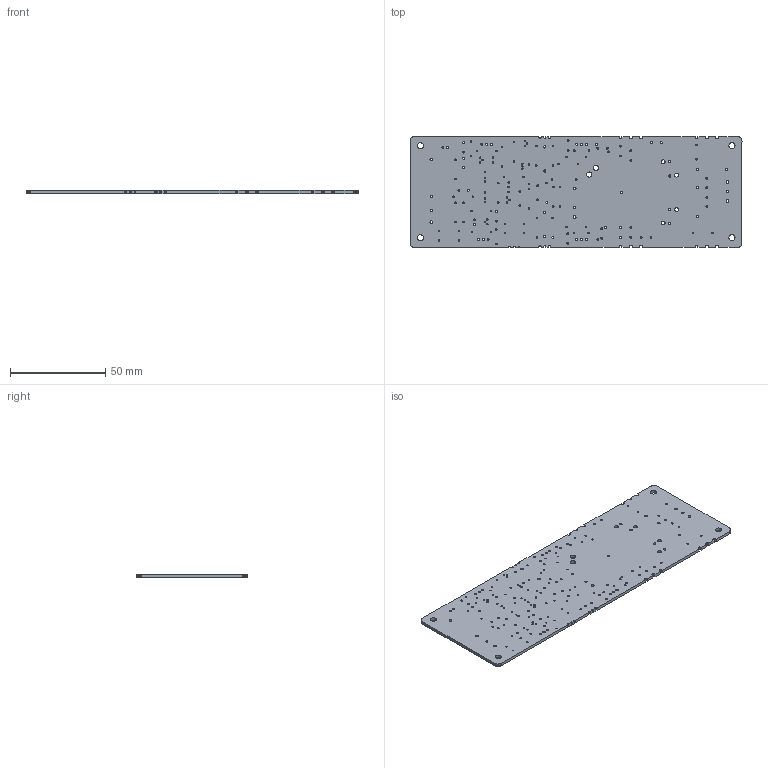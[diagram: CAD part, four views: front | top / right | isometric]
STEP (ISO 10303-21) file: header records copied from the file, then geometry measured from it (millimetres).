
FILE_DESCRIPTION(('KiCad electronic assembly'),'2;1');
FILE_NAME('Q17.3.step','2023-08-06T08:58:32',('Pcbnew'),('Kicad'), 'Open CASCADE STEP processor 7.7','KiCad to STEP converter','Unknown' );
FILE_SCHEMA(('AUTOMOTIVE_DESIGN { 1 0 10303 214 1 1 1 1 }'));
Length unit declared in the file: millimetre
Products named in the file (2): Q17.3 1; _autosave-Q17.3 PCB
Assembly tree (1 placements, depth 2):
  Q17.3 1
    _autosave-Q17.3 PCB
Bounding box: 174.71 x 58.31 x 1.58 mm (x, y, z)
Volume: 15763.4 mm3; surface area: 21664.2 mm2
Topology: 1 solids, 1 shells, 570 faces, 1704 edges, 1136 vertices
Faces by surface type: plane 387, cylinder 183
Full cylindrical faces by diameter (mm): 0.75 x15, 0.8 x81, 0.9 x4, 1 x34, 1.1 x12, 1.2 x20, 1.32 x3, 1.4 x2, 1.5 x2, 2 x4, 2.7 x2, 3.2 x4
Entity records: 43079 total; most frequent: CARTESIAN_POINT 9100, DIRECTION 6172, LINE 4296, VECTOR 4296, ORIENTED_EDGE 3408, PCURVE 3408, DEFINITIONAL_REPRESENTATION 3408, EDGE_CURVE 1704
